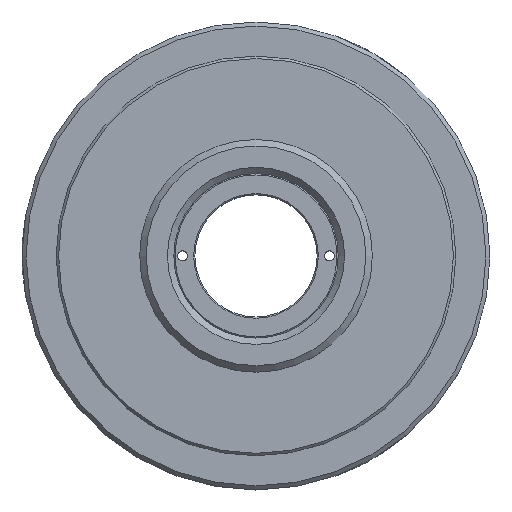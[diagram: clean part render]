
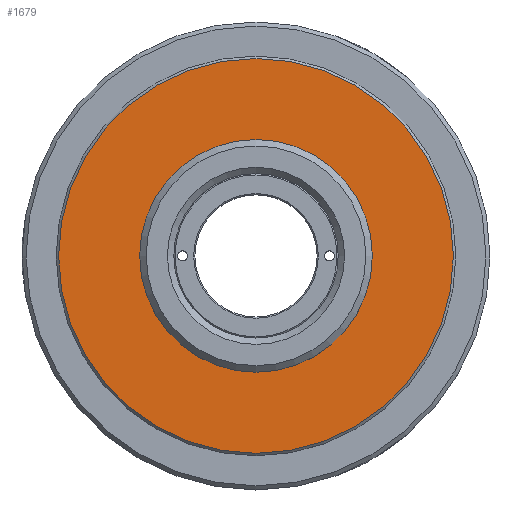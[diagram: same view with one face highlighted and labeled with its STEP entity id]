
A CAD part, top view. The second image highlights one B-rep face of the part: STEP entity #1679.
In plain terms, the highlighted planar face has unit normal (0, 0, 1).
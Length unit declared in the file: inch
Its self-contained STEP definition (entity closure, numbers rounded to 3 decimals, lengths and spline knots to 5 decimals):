
#1636=CARTESIAN_POINT('',(1.215,0.,0.175));
#1637=VERTEX_POINT('',#1636);
#1638=CARTESIAN_POINT('',(0.,0.0,0.175));
#1639=DIRECTION('',(0.0,0.0,-1.0));
#1640=DIRECTION('',(-1.0,0.0,0.0));
#1641=AXIS2_PLACEMENT_3D('',#1638,#1639,#1640);
#1642=CIRCLE('',#1641,1.215);
#1643=EDGE_CURVE('',#1637,#1637,#1642,.T.);
#1660=CARTESIAN_POINT('',(0.0,1.045,0.175));
#1661=DIRECTION('',(0.0,0.0,1.0));
#1662=DIRECTION('',(1.0,0.0,0.0));
#1663=AXIS2_PLACEMENT_3D('',#1660,#1661,#1662);
#1664=PLANE('',#1663);
#1665=ORIENTED_EDGE('',*,*,#1643,.F.);
#1666=EDGE_LOOP('',(#1665));
#1667=FACE_OUTER_BOUND('',#1666,.T.);
#1668=CARTESIAN_POINT('',(0.0,0.675,0.175));
#1669=VERTEX_POINT('',#1668);
#1670=CARTESIAN_POINT('',(0.0,0.0,0.175));
#1671=DIRECTION('',(0.0,0.0,1.0));
#1672=DIRECTION('',(0.0,1.0,0.0));
#1673=AXIS2_PLACEMENT_3D('',#1670,#1671,#1672);
#1674=CIRCLE('',#1673,0.675);
#1675=EDGE_CURVE('',#1669,#1669,#1674,.T.);
#1676=ORIENTED_EDGE('',*,*,#1675,.F.);
#1677=EDGE_LOOP('',(#1676));
#1678=FACE_BOUND('',#1677,.T.);
#1679=ADVANCED_FACE('',(#1667,#1678),#1664,.T.);
